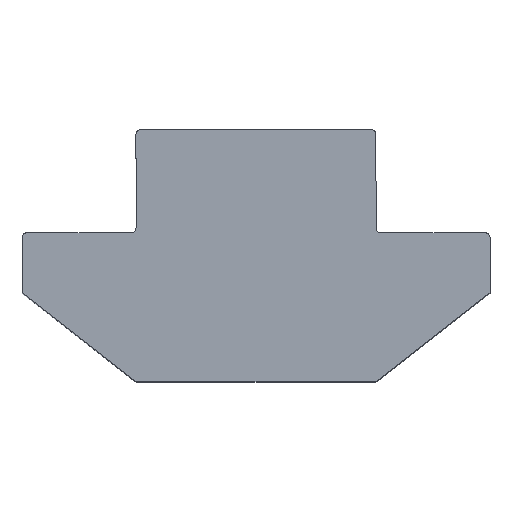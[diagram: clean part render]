
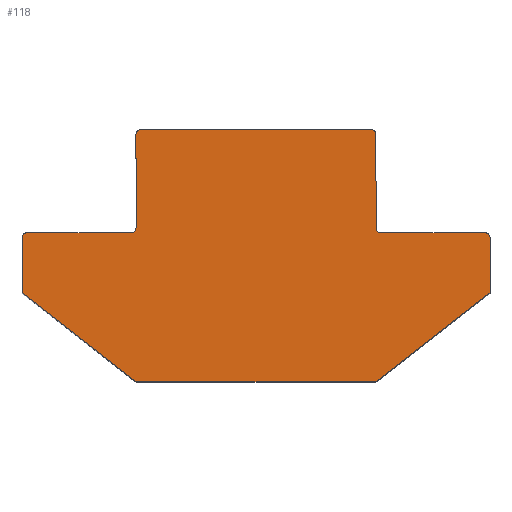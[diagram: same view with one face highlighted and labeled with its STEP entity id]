
A CAD part, top view. The second image highlights one B-rep face of the part: STEP entity #118.
In plain terms, the highlighted planar face has unit normal (0, 0, 1).
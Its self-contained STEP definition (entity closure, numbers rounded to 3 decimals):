
#2 = LINE ( 'NONE', #267, #141 ) ;
#5 = ORIENTED_EDGE ( 'NONE', *, *, #619, .T. ) ;
#13 = CIRCLE ( 'NONE', #488, 0.2 ) ;
#21 = DIRECTION ( 'NONE',  ( 0., 0., -1. ) ) ;
#27 = CARTESIAN_POINT ( 'NONE',  ( -5., -10.5, 10. ) ) ;
#28 = CARTESIAN_POINT ( 'NONE',  ( -5., -0.2, 10. ) ) ;
#32 = ORIENTED_EDGE ( 'NONE', *, *, #455, .T. ) ;
#39 = EDGE_CURVE ( 'NONE', #464, #269, #440, .T. ) ;
#41 = VECTOR ( 'NONE', #119, 1000. ) ;
#42 = VERTEX_POINT ( 'NONE', #28 ) ;
#44 = VECTOR ( 'NONE', #330, 1000. ) ;
#50 = VERTEX_POINT ( 'NONE', #306 ) ;
#51 = LINE ( 'NONE', #592, #44 ) ;
#69 = VERTEX_POINT ( 'NONE', #579 ) ;
#75 = EDGE_LOOP ( 'NONE', ( #626, #532, #320, #32, #621, #414, #76, #475, #5, #252, #247, #345, #587, #826, #363, #749, #97, #685 ) ) ;
#76 = ORIENTED_EDGE ( 'NONE', *, *, #608, .T. ) ;
#81 = VERTEX_POINT ( 'NONE', #639 ) ;
#82 = CARTESIAN_POINT ( 'NONE',  ( 4.931, -10.3, 10. ) ) ;
#85 = DIRECTION ( 'NONE',  ( 1., 0., 0. ) ) ;
#97 = ORIENTED_EDGE ( 'NONE', *, *, #171, .T. ) ;
#106 = CARTESIAN_POINT ( 'NONE',  ( 9.55, -4.5, 10. ) ) ;
#118 = ADVANCED_FACE ( 'NONE', ( #525 ), #794, .F. ) ;
#119 = DIRECTION ( 'NONE',  ( -1., 0., 0. ) ) ;
#130 = AXIS2_PLACEMENT_3D ( 'NONE', #316, #583, #668 ) ;
#141 = VECTOR ( 'NONE', #538, 1000. ) ;
#152 = LINE ( 'NONE', #27, #318 ) ;
#154 = DIRECTION ( 'NONE',  ( -1., 0., 0. ) ) ;
#160 = DIRECTION ( 'NONE',  ( -1., 0., 0. ) ) ;
#165 = DIRECTION ( 'NONE',  ( 0., 0., 1. ) ) ;
#167 = VERTEX_POINT ( 'NONE', #728 ) ;
#171 = EDGE_CURVE ( 'NONE', #205, #398, #529, .T. ) ;
#173 = CIRCLE ( 'NONE', #210, 0.2 ) ;
#177 = CARTESIAN_POINT ( 'NONE',  ( 9.75, -4.5, 10. ) ) ;
#179 = CARTESIAN_POINT ( 'NONE',  ( -9.75, -6.8, 10. ) ) ;
#182 = DIRECTION ( 'NONE',  ( 0.789, -0.615, 0. ) ) ;
#187 = VECTOR ( 'NONE', #182, 1000. ) ;
#205 = VERTEX_POINT ( 'NONE', #588 ) ;
#210 = AXIS2_PLACEMENT_3D ( 'NONE', #843, #21, #848 ) ;
#212 = CARTESIAN_POINT ( 'NONE',  ( -9.55, -4.3, 10. ) ) ;
#216 = DIRECTION ( 'NONE',  ( 0.789, 0.615, 0. ) ) ;
#218 = DIRECTION ( 'NONE',  ( 0., -1., 0. ) ) ;
#220 = LINE ( 'NONE', #368, #336 ) ;
#222 = CARTESIAN_POINT ( 'NONE',  ( 4.8, 0., 10. ) ) ;
#224 = EDGE_CURVE ( 'NONE', #754, #81, #51, .T. ) ;
#244 = AXIS2_PLACEMENT_3D ( 'NONE', #841, #767, #154 ) ;
#247 = ORIENTED_EDGE ( 'NONE', *, *, #801, .T. ) ;
#250 = CARTESIAN_POINT ( 'NONE',  ( 5., -0.2, 10. ) ) ;
#252 = ORIENTED_EDGE ( 'NONE', *, *, #224, .T. ) ;
#260 = AXIS2_PLACEMENT_3D ( 'NONE', #82, #627, #566 ) ;
#265 = EDGE_CURVE ( 'NONE', #679, #702, #442, .T. ) ;
#267 = CARTESIAN_POINT ( 'NONE',  ( -5., -4.3, 10. ) ) ;
#269 = VERTEX_POINT ( 'NONE', #701 ) ;
#272 = EDGE_CURVE ( 'NONE', #167, #205, #220, .T. ) ;
#279 = EDGE_CURVE ( 'NONE', #495, #394, #695, .T. ) ;
#292 = CARTESIAN_POINT ( 'NONE',  ( -4.8, -0.2, 10. ) ) ;
#293 = DIRECTION ( 'NONE',  ( 0., 1., 0. ) ) ;
#305 = CIRCLE ( 'NONE', #687, 0.2 ) ;
#306 = CARTESIAN_POINT ( 'NONE',  ( -5.2, -4.3, 10. ) ) ;
#309 = EDGE_CURVE ( 'NONE', #398, #880, #530, .T. ) ;
#314 = DIRECTION ( 'NONE',  ( -1., 0., 0. ) ) ;
#315 = LINE ( 'NONE', #526, #473 ) ;
#316 = CARTESIAN_POINT ( 'NONE',  ( 0., 0., 10. ) ) ;
#318 = VECTOR ( 'NONE', #85, 1000. ) ;
#319 = CARTESIAN_POINT ( 'NONE',  ( -5.054, -10.458, 10. ) ) ;
#320 = ORIENTED_EDGE ( 'NONE', *, *, #265, .T. ) ;
#323 = EDGE_CURVE ( 'NONE', #880, #69, #152, .T. ) ;
#330 = DIRECTION ( 'NONE',  ( -1., 0., 0. ) ) ;
#336 = VECTOR ( 'NONE', #649, 1000. ) ;
#339 = DIRECTION ( 'NONE',  ( 0., 0., -1. ) ) ;
#345 = ORIENTED_EDGE ( 'NONE', *, *, #677, .T. ) ;
#347 = CARTESIAN_POINT ( 'NONE',  ( 5.2, -4.1, 10. ) ) ;
#363 = ORIENTED_EDGE ( 'NONE', *, *, #742, .T. ) ;
#368 = CARTESIAN_POINT ( 'NONE',  ( -9.75, -4.3, 10. ) ) ;
#371 = DIRECTION ( 'NONE',  ( 0., 0., 1. ) ) ;
#394 = VERTEX_POINT ( 'NONE', #250 ) ;
#398 = VERTEX_POINT ( 'NONE', #319 ) ;
#400 = DIRECTION ( 'NONE',  ( -1., 0., 0. ) ) ;
#414 = ORIENTED_EDGE ( 'NONE', *, *, #479, .T. ) ;
#419 = CIRCLE ( 'NONE', #260, 0.2 ) ;
#422 = CARTESIAN_POINT ( 'NONE',  ( -5., -4.1, 10. ) ) ;
#440 = CIRCLE ( 'NONE', #863, 0.2 ) ;
#442 = LINE ( 'NONE', #564, #814 ) ;
#455 = EDGE_CURVE ( 'NONE', #702, #464, #315, .T. ) ;
#462 = AXIS2_PLACEMENT_3D ( 'NONE', #560, #165, #765 ) ;
#463 = LINE ( 'NONE', #734, #41 ) ;
#464 = VERTEX_POINT ( 'NONE', #177 ) ;
#473 = VECTOR ( 'NONE', #860, 1000. ) ;
#475 = ORIENTED_EDGE ( 'NONE', *, *, #279, .T. ) ;
#479 = EDGE_CURVE ( 'NONE', #269, #571, #463, .T. ) ;
#488 = AXIS2_PLACEMENT_3D ( 'NONE', #292, #371, #160 ) ;
#495 = VERTEX_POINT ( 'NONE', #737 ) ;
#516 = CIRCLE ( 'NONE', #244, 0.2 ) ;
#525 = FACE_OUTER_BOUND ( 'NONE', #75, .T. ) ;
#526 = CARTESIAN_POINT ( 'NONE',  ( 9.75, -4.3, 10. ) ) ;
#529 = LINE ( 'NONE', #179, #187 ) ;
#530 = CIRCLE ( 'NONE', #462, 0.2 ) ;
#532 = ORIENTED_EDGE ( 'NONE', *, *, #708, .T. ) ;
#538 = DIRECTION ( 'NONE',  ( -1., 0., 0. ) ) ;
#541 = EDGE_CURVE ( 'NONE', #50, #759, #2, .T. ) ;
#547 = DIRECTION ( 'NONE',  ( 0., 0., 1. ) ) ;
#555 = CARTESIAN_POINT ( 'NONE',  ( 9.75, -6.8, 10. ) ) ;
#559 = VECTOR ( 'NONE', #293, 1000. ) ;
#560 = CARTESIAN_POINT ( 'NONE',  ( -4.931, -10.3, 10. ) ) ;
#564 = CARTESIAN_POINT ( 'NONE',  ( 9.75, -6.8, 10. ) ) ;
#566 = DIRECTION ( 'NONE',  ( -1., 0., 0. ) ) ;
#571 = VERTEX_POINT ( 'NONE', #806 ) ;
#579 = CARTESIAN_POINT ( 'NONE',  ( 4.931, -10.5, 10. ) ) ;
#583 = DIRECTION ( 'NONE',  ( 0., 0., -1. ) ) ;
#587 = ORIENTED_EDGE ( 'NONE', *, *, #864, .T. ) ;
#588 = CARTESIAN_POINT ( 'NONE',  ( -9.75, -6.8, 10. ) ) ;
#592 = CARTESIAN_POINT ( 'NONE',  ( 5., 0., 10. ) ) ;
#605 = VERTEX_POINT ( 'NONE', #422 ) ;
#608 = EDGE_CURVE ( 'NONE', #571, #495, #305, .T. ) ;
#619 = EDGE_CURVE ( 'NONE', #394, #754, #648, .T. ) ;
#621 = ORIENTED_EDGE ( 'NONE', *, *, #39, .T. ) ;
#626 = ORIENTED_EDGE ( 'NONE', *, *, #323, .T. ) ;
#627 = DIRECTION ( 'NONE',  ( 0., 0., 1. ) ) ;
#635 = CARTESIAN_POINT ( 'NONE',  ( 5.054, -10.458, 10. ) ) ;
#639 = CARTESIAN_POINT ( 'NONE',  ( -4.8, 0., 10. ) ) ;
#648 = CIRCLE ( 'NONE', #744, 0.2 ) ;
#649 = DIRECTION ( 'NONE',  ( 0., -1., 0. ) ) ;
#668 = DIRECTION ( 'NONE',  ( -1., 0., 0. ) ) ;
#677 = EDGE_CURVE ( 'NONE', #42, #605, #881, .T. ) ;
#679 = VERTEX_POINT ( 'NONE', #635 ) ;
#685 = ORIENTED_EDGE ( 'NONE', *, *, #309, .T. ) ;
#687 = AXIS2_PLACEMENT_3D ( 'NONE', #347, #339, #692 ) ;
#692 = DIRECTION ( 'NONE',  ( -1., 0., 0. ) ) ;
#695 = LINE ( 'NONE', #833, #559 ) ;
#701 = CARTESIAN_POINT ( 'NONE',  ( 9.55, -4.3, 10. ) ) ;
#702 = VERTEX_POINT ( 'NONE', #555 ) ;
#708 = EDGE_CURVE ( 'NONE', #69, #679, #419, .T. ) ;
#712 = CARTESIAN_POINT ( 'NONE',  ( -4.931, -10.5, 10. ) ) ;
#724 = DIRECTION ( 'NONE',  ( 0., 0., 1. ) ) ;
#728 = CARTESIAN_POINT ( 'NONE',  ( -9.75, -4.5, 10. ) ) ;
#734 = CARTESIAN_POINT ( 'NONE',  ( 5., -4.3, 10. ) ) ;
#737 = CARTESIAN_POINT ( 'NONE',  ( 5., -4.1, 10. ) ) ;
#742 = EDGE_CURVE ( 'NONE', #759, #167, #516, .T. ) ;
#744 = AXIS2_PLACEMENT_3D ( 'NONE', #751, #547, #400 ) ;
#749 = ORIENTED_EDGE ( 'NONE', *, *, #272, .T. ) ;
#751 = CARTESIAN_POINT ( 'NONE',  ( 4.8, -0.2, 10. ) ) ;
#754 = VERTEX_POINT ( 'NONE', #222 ) ;
#759 = VERTEX_POINT ( 'NONE', #212 ) ;
#762 = CARTESIAN_POINT ( 'NONE',  ( -5., 0., 10. ) ) ;
#765 = DIRECTION ( 'NONE',  ( -1., 0., 0. ) ) ;
#767 = DIRECTION ( 'NONE',  ( 0., 0., 1. ) ) ;
#794 = PLANE ( 'NONE',  #130 ) ;
#801 = EDGE_CURVE ( 'NONE', #81, #42, #13, .T. ) ;
#806 = CARTESIAN_POINT ( 'NONE',  ( 5.2, -4.3, 10. ) ) ;
#814 = VECTOR ( 'NONE', #216, 1000. ) ;
#826 = ORIENTED_EDGE ( 'NONE', *, *, #541, .T. ) ;
#833 = CARTESIAN_POINT ( 'NONE',  ( 5., 0., 10. ) ) ;
#841 = CARTESIAN_POINT ( 'NONE',  ( -9.55, -4.5, 10. ) ) ;
#843 = CARTESIAN_POINT ( 'NONE',  ( -5.2, -4.1, 10. ) ) ;
#847 = VECTOR ( 'NONE', #218, 1000. ) ;
#848 = DIRECTION ( 'NONE',  ( -1., 0., 0. ) ) ;
#860 = DIRECTION ( 'NONE',  ( 0., 1., 0. ) ) ;
#863 = AXIS2_PLACEMENT_3D ( 'NONE', #106, #724, #314 ) ;
#864 = EDGE_CURVE ( 'NONE', #605, #50, #173, .T. ) ;
#880 = VERTEX_POINT ( 'NONE', #712 ) ;
#881 = LINE ( 'NONE', #762, #847 ) ;
